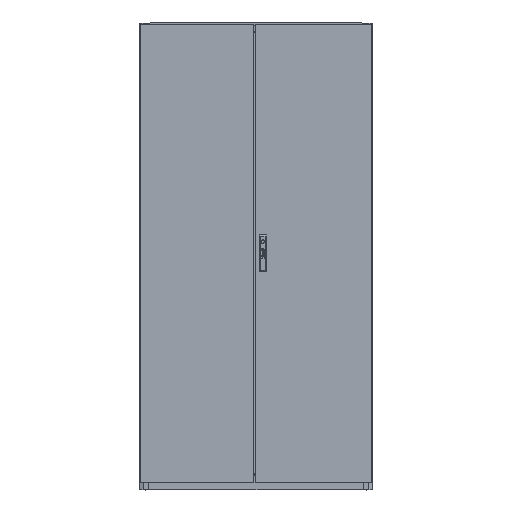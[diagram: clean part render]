
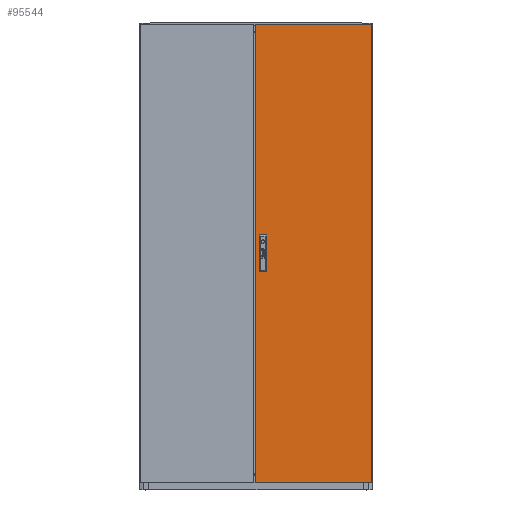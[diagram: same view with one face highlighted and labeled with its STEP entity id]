
A CAD part, top view. The second image highlights one B-rep face of the part: STEP entity #95544.
In plain terms, the highlighted planar face has unit normal (0, 0, 1).
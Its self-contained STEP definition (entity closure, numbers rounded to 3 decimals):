
#675 = ORIENTED_EDGE ( 'NONE', *, *, #118885, .T. ) ;
#908 = CARTESIAN_POINT ( 'NONE',  ( -250., 983.5, 0. ) ) ;
#1731 = CARTESIAN_POINT ( 'NONE',  ( -202.8, 78.5, 0. ) ) ;
#4205 = EDGE_CURVE ( 'NONE', #56579, #41498, #50774, .T. ) ;
#4530 = VECTOR ( 'NONE', #46080, 1000. ) ;
#7304 = VERTEX_POINT ( 'NONE', #32896 ) ;
#10942 = EDGE_CURVE ( 'NONE', #67497, #7304, #37576, .T. ) ;
#16017 = CARTESIAN_POINT ( 'NONE',  ( -233.2, 78.5, 0. ) ) ;
#16616 = DIRECTION ( 'NONE',  ( 0., 0., 1. ) ) ;
#18821 = ORIENTED_EDGE ( 'NONE', *, *, #4205, .T. ) ;
#23252 = CARTESIAN_POINT ( 'NONE',  ( -233.2, -78.5, 0. ) ) ;
#24245 = CARTESIAN_POINT ( 'NONE',  ( -250., 983.5, 0. ) ) ;
#26198 = ORIENTED_EDGE ( 'NONE', *, *, #71948, .T. ) ;
#26205 = VERTEX_POINT ( 'NONE', #142323 ) ;
#27274 = DIRECTION ( 'NONE',  ( 0., 1., 0. ) ) ;
#27424 = LINE ( 'NONE', #908, #4530 ) ;
#30429 = VERTEX_POINT ( 'NONE', #89116 ) ;
#32110 = CARTESIAN_POINT ( 'NONE',  ( -250., -983.5, 0. ) ) ;
#32206 = VECTOR ( 'NONE', #35524, 1000. ) ;
#32896 = CARTESIAN_POINT ( 'NONE',  ( -202.8, -78.5, 0. ) ) ;
#33342 = CARTESIAN_POINT ( 'NONE',  ( -233.2, 78.5, 0. ) ) ;
#34545 = EDGE_CURVE ( 'NONE', #56579, #67497, #136525, .T. ) ;
#35524 = DIRECTION ( 'NONE',  ( -1., 0., 0. ) ) ;
#35870 = LINE ( 'NONE', #43295, #121730 ) ;
#37576 = LINE ( 'NONE', #125538, #97286 ) ;
#41498 = VERTEX_POINT ( 'NONE', #1731 ) ;
#42540 = LINE ( 'NONE', #32110, #128511 ) ;
#43295 = CARTESIAN_POINT ( 'NONE',  ( -202.8, 0., 0. ) ) ;
#43541 = ORIENTED_EDGE ( 'NONE', *, *, #103433, .T. ) ;
#46080 = DIRECTION ( 'NONE',  ( 0., -1., 0. ) ) ;
#48199 = LINE ( 'NONE', #94514, #107888 ) ;
#49291 = DIRECTION ( 'NONE',  ( 0., -1., 0. ) ) ;
#50774 = LINE ( 'NONE', #33342, #77146 ) ;
#56579 = VERTEX_POINT ( 'NONE', #16017 ) ;
#58436 = DIRECTION ( 'NONE',  ( 1., 0., 0. ) ) ;
#58717 = VERTEX_POINT ( 'NONE', #82217 ) ;
#61248 = CARTESIAN_POINT ( 'NONE',  ( 0., 0., 0. ) ) ;
#67497 = VERTEX_POINT ( 'NONE', #23252 ) ;
#67641 = EDGE_LOOP ( 'NONE', ( #83747, #18821, #43541, #133412 ) ) ;
#71948 = EDGE_CURVE ( 'NONE', #26205, #30429, #42540, .T. ) ;
#76923 = VECTOR ( 'NONE', #49291, 1000. ) ;
#77146 = VECTOR ( 'NONE', #89321, 1000. ) ;
#81331 = EDGE_CURVE ( 'NONE', #58717, #119995, #121618, .T. ) ;
#82217 = CARTESIAN_POINT ( 'NONE',  ( 250., 983.5, 0. ) ) ;
#83747 = ORIENTED_EDGE ( 'NONE', *, *, #34545, .F. ) ;
#83889 = PLANE ( 'NONE',  #136430 ) ;
#87960 = DIRECTION ( 'NONE',  ( 0., -1., 0. ) ) ;
#89116 = CARTESIAN_POINT ( 'NONE',  ( 250., -983.5, 0. ) ) ;
#89321 = DIRECTION ( 'NONE',  ( 1., 0., 0. ) ) ;
#93677 = ORIENTED_EDGE ( 'NONE', *, *, #81331, .T. ) ;
#94514 = CARTESIAN_POINT ( 'NONE',  ( 250., 983.5, 0. ) ) ;
#95144 = DIRECTION ( 'NONE',  ( 1., 0., 0. ) ) ;
#95544 = ADVANCED_FACE ( 'NONE', ( #120374, #123954 ), #83889, .T. ) ;
#97286 = VECTOR ( 'NONE', #58436, 1000. ) ;
#103433 = EDGE_CURVE ( 'NONE', #41498, #7304, #35870, .T. ) ;
#107888 = VECTOR ( 'NONE', #27274, 1000. ) ;
#110529 = DIRECTION ( 'NONE',  ( 1., 0., 0. ) ) ;
#112672 = EDGE_CURVE ( 'NONE', #30429, #58717, #48199, .T. ) ;
#116439 = CARTESIAN_POINT ( 'NONE',  ( -233.2, 0., 0. ) ) ;
#118885 = EDGE_CURVE ( 'NONE', #119995, #26205, #27424, .T. ) ;
#119995 = VERTEX_POINT ( 'NONE', #124646 ) ;
#120374 = FACE_OUTER_BOUND ( 'NONE', #133117, .T. ) ;
#121618 = LINE ( 'NONE', #24245, #32206 ) ;
#121730 = VECTOR ( 'NONE', #87960, 1000. ) ;
#122947 = ORIENTED_EDGE ( 'NONE', *, *, #112672, .T. ) ;
#123954 = FACE_BOUND ( 'NONE', #67641, .T. ) ;
#124646 = CARTESIAN_POINT ( 'NONE',  ( -250., 983.5, 0. ) ) ;
#125538 = CARTESIAN_POINT ( 'NONE',  ( -233.2, -78.5, 0. ) ) ;
#128511 = VECTOR ( 'NONE', #110529, 1000. ) ;
#133117 = EDGE_LOOP ( 'NONE', ( #122947, #93677, #675, #26198 ) ) ;
#133412 = ORIENTED_EDGE ( 'NONE', *, *, #10942, .F. ) ;
#136430 = AXIS2_PLACEMENT_3D ( 'NONE', #61248, #16616, #95144 ) ;
#136525 = LINE ( 'NONE', #116439, #76923 ) ;
#142323 = CARTESIAN_POINT ( 'NONE',  ( -250., -983.5, 0. ) ) ;
